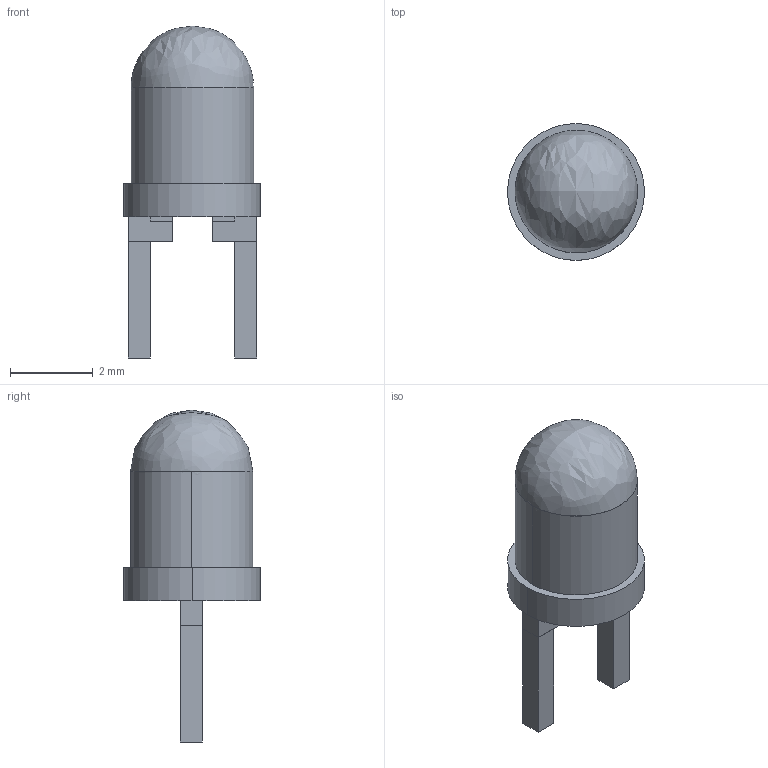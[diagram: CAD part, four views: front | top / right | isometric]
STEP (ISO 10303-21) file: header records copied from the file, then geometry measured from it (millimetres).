
FILE_DESCRIPTION (( 'STEP AP214' ), '1' );
FILE_NAME ('User Library-LEDd3Y.STEP', '2019-04-05T06:34:06', ( '' ), ( '' ), 'SwSTEP 2.0', 'SolidWorks 2019', '' );
FILE_SCHEMA (( 'AUTOMOTIVE_DESIGN' ));
Length unit declared in the file: millimetre
Products named in the file (24): User Library-LEDd3Y_352708944; User Library-LEDd3Y_352471808; User Library-LEDd3Y_Extruded5; User Library-LEDd3Y_352708816; User Library-LEDd3Y_Extruded4; User Library-LEDd3Y_352709328; User Library-LEDd3Y_Cylinder1; User Library-LEDd3Y_Cylinder; User Library-LEDd3Y_352708560; User Library-LEDd3Y_352466432; User Library-LEDd3Y_Extruded1; User Library-LEDd3Y_352466768; User Library-LEDd3Y_Extruded2; User Library-LEDd3Y_Sphere; User Library-LEDd3Y_Extruded; User Library-LEDd3Y_Extruded3; User Library-LEDd3Y_352709456; User Library-LEDd3Y; User Library-LEDd3Y_Open CASCADE STEP translator 6.2 545.1; User Library-LEDd3Y_352709712
Assembly tree (27 placements, depth 4):
  User Library-LEDd3Y
    User Library-LEDd3Y_Open CASCADE STEP translator 6.2 545.1
      User Library-LEDd3Y_352708944
        User Library-LEDd3Y_Extruded4
      User Library-LEDd3Y_352709328
        User Library-LEDd3Y_Extruded2
      User Library-LEDd3Y_352708816
        User Library-LEDd3Y_Extruded5
      User Library-LEDd3Y_352708560
        User Library-LEDd3Y_Extruded
      User Library-LEDd3Y_352709328
        User Library-LEDd3Y_Extruded2
      User Library-LEDd3Y_352471808
        User Library-LEDd3Y_Sphere
      User Library-LEDd3Y_352466432
        User Library-LEDd3Y_Cylinder
      User Library-LEDd3Y_352466768
        User Library-LEDd3Y_Cylinder1
      User Library-LEDd3Y_352709456
        User Library-LEDd3Y_Extruded1
      User Library-LEDd3Y_352708944
        User Library-LEDd3Y_Extruded4
      User Library-LEDd3Y_352708560
        User Library-LEDd3Y_Extruded
      User Library-LEDd3Y_352709712
        User Library-LEDd3Y_Extruded3
      User Library-LEDd3Y_352708816
        User Library-LEDd3Y_Extruded5
Bounding box: 3.3 x 3.3 x 8 mm (x, y, z)
Volume: 40.4 mm3; surface area: 124 mm2
Topology: 13 solids, 13 shells, 70 faces, 138 edges, 90 vertices
Faces by surface type: plane 64, cylinder 4, bspline 2
Entity records: 1972 total; most frequent: DIRECTION 272, CARTESIAN_POINT 264, ORIENTED_EDGE 172, AXIS2_PLACEMENT_3D 98, EDGE_CURVE 86, LINE 76, VECTOR 76, VERTEX_POINT 58
